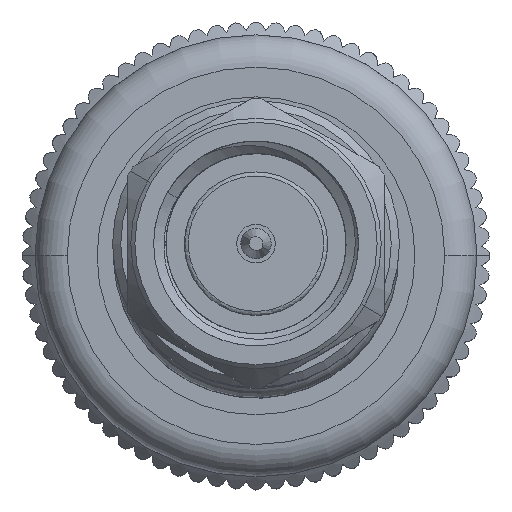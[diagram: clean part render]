
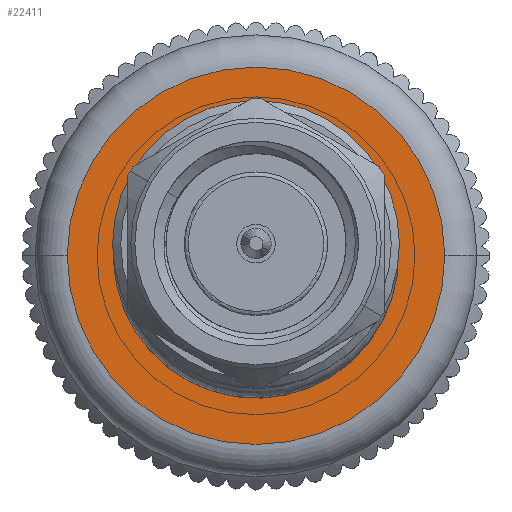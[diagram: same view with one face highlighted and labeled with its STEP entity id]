
A CAD part, top view. The second image highlights one B-rep face of the part: STEP entity #22411.
In plain terms, the highlighted face is planar.
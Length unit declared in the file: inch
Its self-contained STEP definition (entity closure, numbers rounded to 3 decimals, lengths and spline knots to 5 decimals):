
#2864 = ORIENTED_EDGE ( 'NONE', *, *, #15658, .F. ) ;
#3437 = VERTEX_POINT ( 'NONE', #8597 ) ;
#4520 = CIRCLE ( 'NONE', #13409, 0.1727 ) ;
#4768 = EDGE_CURVE ( 'NONE', #22692, #3437, #6165, .T. ) ;
#5515 = EDGE_LOOP ( 'NONE', ( #22149, #18785 ) ) ;
#6165 = CIRCLE ( 'NONE', #10980, 0.23031 ) ;
#6612 = DIRECTION ( 'NONE',  ( 1., 0., 0. ) ) ;
#7116 = CIRCLE ( 'NONE', #19316, 0.23031 ) ;
#7722 = DIRECTION ( 'NONE',  ( 0., 0., 1. ) ) ;
#7733 = EDGE_LOOP ( 'NONE', ( #8833, #2864 ) ) ;
#7789 = VERTEX_POINT ( 'NONE', #21923 ) ;
#8597 = CARTESIAN_POINT ( 'NONE',  ( -0.23031, 0., -0.59055 ) ) ;
#8833 = ORIENTED_EDGE ( 'NONE', *, *, #4768, .F. ) ;
#8914 = EDGE_CURVE ( 'NONE', #7789, #14321, #20878, .T. ) ;
#9490 = DIRECTION ( 'NONE',  ( 1., 0., 0. ) ) ;
#9728 = PLANE ( 'NONE',  #10227 ) ;
#10227 = AXIS2_PLACEMENT_3D ( 'NONE', #16922, #22061, #19903 ) ;
#10708 = CARTESIAN_POINT ( 'NONE',  ( 0.1727, 0., -0.59055 ) ) ;
#10770 = DIRECTION ( 'NONE',  ( 0., 0., 1. ) ) ;
#10980 = AXIS2_PLACEMENT_3D ( 'NONE', #16104, #10770, #21384 ) ;
#12549 = DIRECTION ( 'NONE',  ( 0., 0., 1. ) ) ;
#13279 = CARTESIAN_POINT ( 'NONE',  ( 0.23031, 0., -0.59055 ) ) ;
#13409 = AXIS2_PLACEMENT_3D ( 'NONE', #14164, #12549, #21419 ) ;
#14164 = CARTESIAN_POINT ( 'NONE',  ( 0., 0., -0.59055 ) ) ;
#14321 = VERTEX_POINT ( 'NONE', #10708 ) ;
#15008 = AXIS2_PLACEMENT_3D ( 'NONE', #15154, #7722, #9490 ) ;
#15154 = CARTESIAN_POINT ( 'NONE',  ( 0., 0., -0.59055 ) ) ;
#15658 = EDGE_CURVE ( 'NONE', #3437, #22692, #7116, .T. ) ;
#15879 = EDGE_CURVE ( 'NONE', #14321, #7789, #4520, .T. ) ;
#16104 = CARTESIAN_POINT ( 'NONE',  ( 0., 0., -0.59055 ) ) ;
#16922 = CARTESIAN_POINT ( 'NONE',  ( 0.23031, 0., -0.59055 ) ) ;
#17424 = CARTESIAN_POINT ( 'NONE',  ( 0., 0., -0.59055 ) ) ;
#17533 = DIRECTION ( 'NONE',  ( 0., 0., 1. ) ) ;
#18785 = ORIENTED_EDGE ( 'NONE', *, *, #8914, .T. ) ;
#19316 = AXIS2_PLACEMENT_3D ( 'NONE', #17424, #17533, #6612 ) ;
#19903 = DIRECTION ( 'NONE',  ( -1., 0., 0. ) ) ;
#20000 = FACE_OUTER_BOUND ( 'NONE', #7733, .T. ) ;
#20878 = CIRCLE ( 'NONE', #15008, 0.1727 ) ;
#21384 = DIRECTION ( 'NONE',  ( 1., 0., 0. ) ) ;
#21419 = DIRECTION ( 'NONE',  ( 1., 0., 0. ) ) ;
#21735 = FACE_BOUND ( 'NONE', #5515, .T. ) ;
#21923 = CARTESIAN_POINT ( 'NONE',  ( -0.1727, 0., -0.59055 ) ) ;
#22061 = DIRECTION ( 'NONE',  ( 0., 0., -1. ) ) ;
#22149 = ORIENTED_EDGE ( 'NONE', *, *, #15879, .T. ) ;
#22411 = ADVANCED_FACE ( 'NONE', ( #21735, #20000 ), #9728, .T. ) ;
#22692 = VERTEX_POINT ( 'NONE', #13279 ) ;
